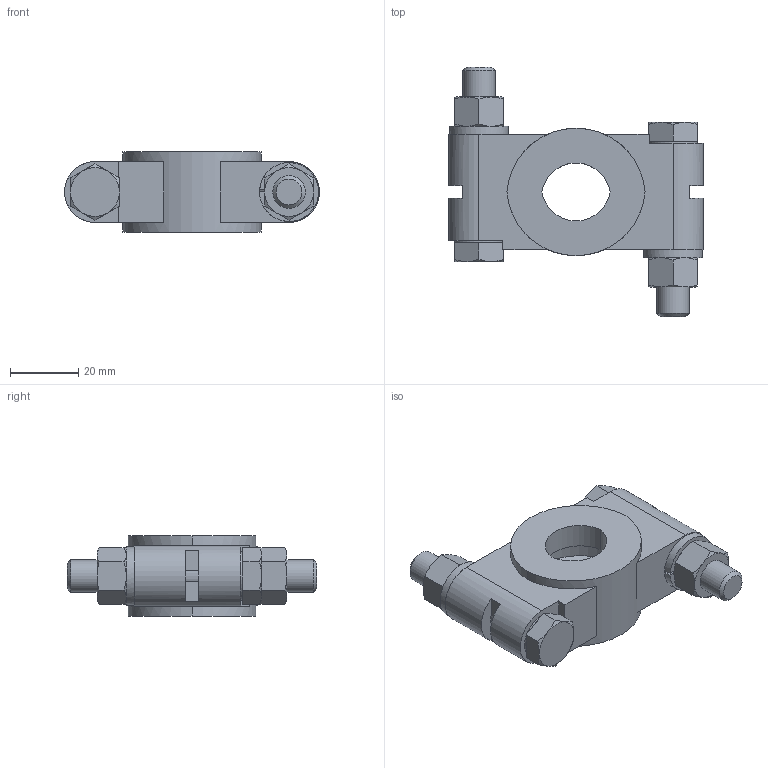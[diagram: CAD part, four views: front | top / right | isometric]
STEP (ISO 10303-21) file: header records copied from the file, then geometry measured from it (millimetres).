
FILE_DESCRIPTION(/* description */ (''),/* implementation_level */ '2;1');
FILE_NAME(/* name */ '13MHP-.50.stp',/* time_stamp */ '2021-12-16T17:10:33-05:00',/* author */ ('rick'),/* organization */ (''),/* preprocessor_version */ 'ST-DEVELOPER v18.1',/* originating_system */ 'Autodesk Inventor 2020',/* authorisation */ '');
FILE_SCHEMA (('AUTOMOTIVE_DESIGN { 1 0 10303 214 3 1 1 }'));
Length unit declared in the file: inch
Products named in the file (1): 13MHP-.50
Bounding box: 74.68 x 73.15 x 23.5 mm (x, y, z)
Volume: 46423.1 mm3; surface area: 17042.2 mm2
Topology: 1 solids, 1 shells, 493 faces, 1306 edges, 851 vertices
Faces by surface type: plane 224, bspline 172, cylinder 55, cone 42
Full cylindrical faces by diameter (mm): 9.525 x4, 10.16 x2
Entity records: 19127 total; most frequent: CARTESIAN_POINT 7843, ORIENTED_EDGE 2612, DIRECTION 1823, EDGE_CURVE 1306, VERTEX_POINT 851, AXIS2_PLACEMENT_3D 615, LINE 593, VECTOR 593
